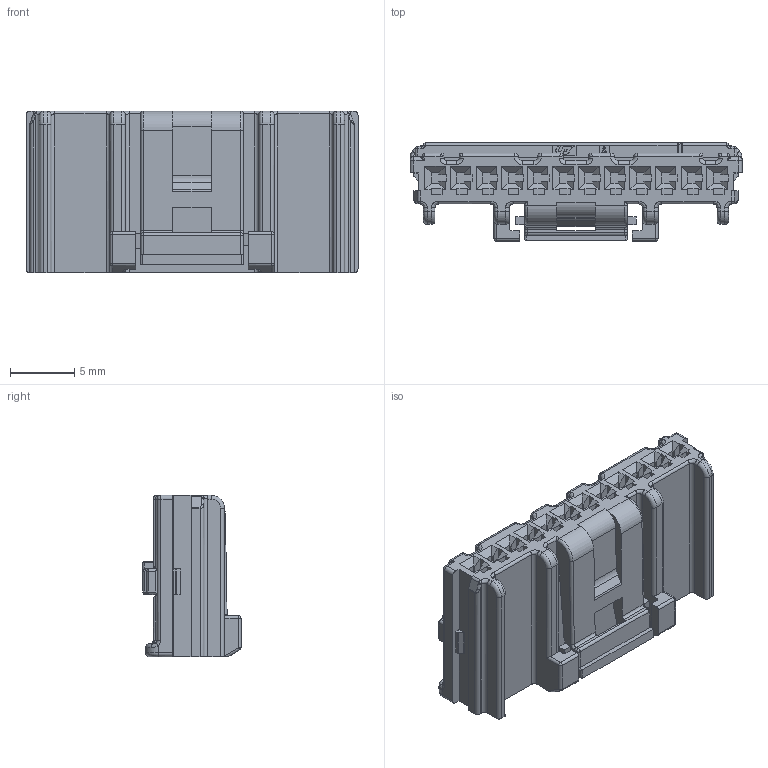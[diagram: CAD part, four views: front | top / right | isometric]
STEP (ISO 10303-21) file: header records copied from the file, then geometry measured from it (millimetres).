
FILE_DESCRIPTION((''),'2;1');
FILE_NAME('020_D_12F_HSG_REV1_13','2019-07-12T',('drkoo'),(''),'CREO PARAMETRIC BY PTC INC, 2017300','CREO PARAMETRIC BY PTC INC, 2017300','');
FILE_SCHEMA(('CONFIG_CONTROL_DESIGN'));
Length unit declared in the file: millimetre
Products named in the file (1): 020_D_12F_HSG_REV1_13
Bounding box: 25.9 x 7.65 x 12.6 mm (x, y, z)
Volume: 1419.9 mm3; surface area: 1571.4 mm2
Topology: 1 solids, 1 shells, 889 faces, 2365 edges, 1487 vertices
Faces by surface type: plane 607, cylinder 194, bspline 40, torus 34, sphere 14
Entity records: 29584 total; most frequent: CARTESIAN_POINT 7714, ORIENTED_EDGE 4706, DIRECTION 4288, EDGE_CURVE 2353, VECTOR 1846, LINE 1846, VERTEX_POINT 1487, AXIS2_PLACEMENT_3D 1221
